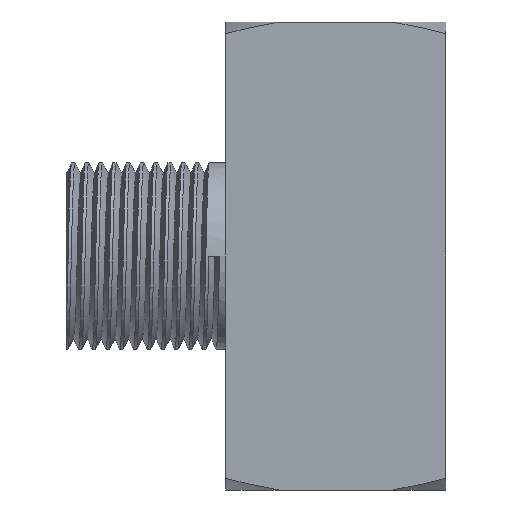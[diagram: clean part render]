
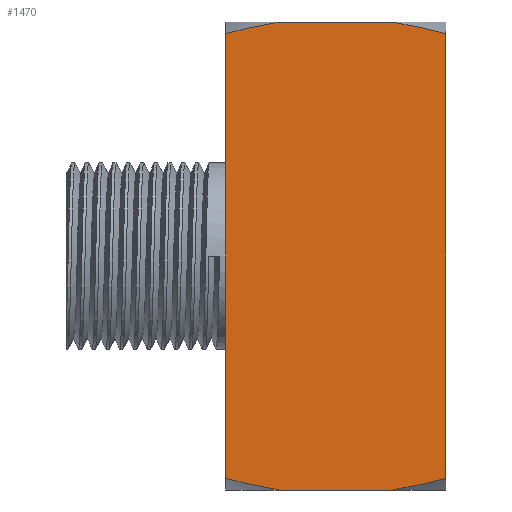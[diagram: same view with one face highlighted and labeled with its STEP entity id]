
A CAD part, left-side view. The second image highlights one B-rep face of the part: STEP entity #1470.
In plain terms, the highlighted planar face has unit normal (-1, 0, 0).
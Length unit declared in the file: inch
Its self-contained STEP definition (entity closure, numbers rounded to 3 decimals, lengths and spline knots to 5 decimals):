
#21 = EDGE_CURVE ( 'NONE', #2647, #1518, #2034, .T. ) ;
#23 = DIRECTION ( 'NONE',  ( 0., -1., 0. ) ) ;
#65 = CARTESIAN_POINT ( 'NONE',  ( -0.4, 0.4, 1.7 ) ) ;
#71 = B_SPLINE_CURVE_WITH_KNOTS ( 'NONE', 3,
 ( #1846, #152, #2326, #835 ),
 .UNSPECIFIED., .F., .F.,
 ( 4, 4 ),
 ( 0.01275, 0.01778 ),
 .UNSPECIFIED. ) ;
#152 = CARTESIAN_POINT ( 'NONE',  ( -0.4, 0.336, 0.02564 ) ) ;
#170 = CARTESIAN_POINT ( 'NONE',  ( -0.4, -0.336, 1.67436 ) ) ;
#204 = EDGE_CURVE ( 'NONE', #2686, #2671, #1337, .T. ) ;
#325 = CARTESIAN_POINT ( 'NONE',  ( -0.4, 0.4, 1.65789 ) ) ;
#368 = CARTESIAN_POINT ( 'NONE',  ( -0.4, 0.20616, 1.7 ) ) ;
#369 = CARTESIAN_POINT ( 'NONE',  ( -0.4, -0.20616, 1.7 ) ) ;
#542 = CARTESIAN_POINT ( 'NONE',  ( -0.4, 0.20616, 1.7 ) ) ;
#567 = EDGE_CURVE ( 'NONE', #2622, #2289, #1202, .T. ) ;
#636 = B_SPLINE_CURVE_WITH_KNOTS ( 'NONE', 3,
 ( #1100, #170, #1870, #369 ),
 .UNSPECIFIED., .F., .F.,
 ( 4, 4 ),
 ( 0.01275, 0.01778 ),
 .UNSPECIFIED. ) ;
#703 = VECTOR ( 'NONE', #23, 39.37008 ) ;
#706 = LINE ( 'NONE', #2584, #703 ) ;
#719 = PLANE ( 'NONE',  #1141 ) ;
#781 = EDGE_CURVE ( 'NONE', #1518, #2123, #1104, .T. ) ;
#797 = CARTESIAN_POINT ( 'NONE',  ( -0.4, 0.27139, 1.68912 ) ) ;
#835 = CARTESIAN_POINT ( 'NONE',  ( -0.4, 0.20616, 0. ) ) ;
#867 = CARTESIAN_POINT ( 'NONE',  ( -0.4, -0.4, 0.04211 ) ) ;
#938 = CARTESIAN_POINT ( 'NONE',  ( -0.4, -0.20616, 0. ) ) ;
#996 = EDGE_CURVE ( 'NONE', #2686, #2646, #636, .T. ) ;
#998 = FACE_OUTER_BOUND ( 'NONE', #2028, .T. ) ;
#1043 = CARTESIAN_POINT ( 'NONE',  ( -0.4, -0.4, 0.04211 ) ) ;
#1099 = VECTOR ( 'NONE', #1114, 39.37008 ) ;
#1100 = CARTESIAN_POINT ( 'NONE',  ( -0.4, -0.4, 1.65789 ) ) ;
#1104 = LINE ( 'NONE', #1604, #1099 ) ;
#1114 = DIRECTION ( 'NONE',  ( 0., 0., -1. ) ) ;
#1141 = AXIS2_PLACEMENT_3D ( 'NONE', #65, #1231, #2909 ) ;
#1193 = VECTOR ( 'NONE', #2958, 39.37008 ) ;
#1202 = LINE ( 'NONE', #2041, #1193 ) ;
#1231 = DIRECTION ( 'NONE',  ( 1., 0., 0. ) ) ;
#1310 = CARTESIAN_POINT ( 'NONE',  ( -0.4, 0.33587, 1.6744 ) ) ;
#1334 = VECTOR ( 'NONE', #1585, 39.37008 ) ;
#1337 = LINE ( 'NONE', #1890, #1334 ) ;
#1403 = ORIENTED_EDGE ( 'NONE', *, *, #2575, .T. ) ;
#1470 = ADVANCED_FACE ( 'NONE', ( #998 ), #719, .F. ) ;
#1518 = VERTEX_POINT ( 'NONE', #1975 ) ;
#1585 = DIRECTION ( 'NONE',  ( 0., 0., -1. ) ) ;
#1604 = CARTESIAN_POINT ( 'NONE',  ( -0.4, 0.4, 1.7 ) ) ;
#1684 = ORIENTED_EDGE ( 'NONE', *, *, #996, .T. ) ;
#1764 = EDGE_CURVE ( 'NONE', #2289, #2671, #2913, .T. ) ;
#1771 = ORIENTED_EDGE ( 'NONE', *, *, #781, .T. ) ;
#1846 = CARTESIAN_POINT ( 'NONE',  ( -0.4, 0.4, 0.04211 ) ) ;
#1870 = CARTESIAN_POINT ( 'NONE',  ( -0.4, -0.27156, 1.68909 ) ) ;
#1884 = CARTESIAN_POINT ( 'NONE',  ( -0.4, -0.4, 1.65789 ) ) ;
#1890 = CARTESIAN_POINT ( 'NONE',  ( -0.4, -0.4, 1.7 ) ) ;
#1975 = CARTESIAN_POINT ( 'NONE',  ( -0.4, 0.4, 1.65789 ) ) ;
#1993 = ORIENTED_EDGE ( 'NONE', *, *, #204, .F. ) ;
#2027 = CARTESIAN_POINT ( 'NONE',  ( -0.4, -0.20616, 0. ) ) ;
#2028 = EDGE_LOOP ( 'NONE', ( #1993, #1684, #2261, #2713, #1771, #1403, #2801, #2232 ) ) ;
#2034 = B_SPLINE_CURVE_WITH_KNOTS ( 'NONE', 3,
 ( #542, #797, #1310, #325 ),
 .UNSPECIFIED., .F., .F.,
 ( 4, 4 ),
 ( 0.02833, 0.03346 ),
 .UNSPECIFIED. ) ;
#2041 = CARTESIAN_POINT ( 'NONE',  ( -0.4, 0.4, 0. ) ) ;
#2123 = VERTEX_POINT ( 'NONE', #2600 ) ;
#2158 = EDGE_CURVE ( 'NONE', #2647, #2646, #706, .T. ) ;
#2232 = ORIENTED_EDGE ( 'NONE', *, *, #1764, .T. ) ;
#2261 = ORIENTED_EDGE ( 'NONE', *, *, #2158, .F. ) ;
#2287 = CARTESIAN_POINT ( 'NONE',  ( -0.4, -0.27139, 0.01088 ) ) ;
#2289 = VERTEX_POINT ( 'NONE', #938 ) ;
#2326 = CARTESIAN_POINT ( 'NONE',  ( -0.4, 0.27156, 0.01091 ) ) ;
#2339 = CARTESIAN_POINT ( 'NONE',  ( -0.4, -0.20616, 1.7 ) ) ;
#2491 = CARTESIAN_POINT ( 'NONE',  ( -0.4, -0.33587, 0.0256 ) ) ;
#2536 = CARTESIAN_POINT ( 'NONE',  ( -0.4, 0.20616, 0. ) ) ;
#2575 = EDGE_CURVE ( 'NONE', #2123, #2622, #71, .T. ) ;
#2584 = CARTESIAN_POINT ( 'NONE',  ( -0.4, 0.4, 1.7 ) ) ;
#2600 = CARTESIAN_POINT ( 'NONE',  ( -0.4, 0.4, 0.04211 ) ) ;
#2622 = VERTEX_POINT ( 'NONE', #2536 ) ;
#2646 = VERTEX_POINT ( 'NONE', #2339 ) ;
#2647 = VERTEX_POINT ( 'NONE', #368 ) ;
#2671 = VERTEX_POINT ( 'NONE', #867 ) ;
#2686 = VERTEX_POINT ( 'NONE', #1884 ) ;
#2713 = ORIENTED_EDGE ( 'NONE', *, *, #21, .T. ) ;
#2801 = ORIENTED_EDGE ( 'NONE', *, *, #567, .T. ) ;
#2909 = DIRECTION ( 'NONE',  ( 0., 1., 0. ) ) ;
#2913 = B_SPLINE_CURVE_WITH_KNOTS ( 'NONE', 3,
 ( #2027, #2287, #2491, #1043 ),
 .UNSPECIFIED., .F., .F.,
 ( 4, 4 ),
 ( 0.02833, 0.03346 ),
 .UNSPECIFIED. ) ;
#2958 = DIRECTION ( 'NONE',  ( 0., -1., 0. ) ) ;
